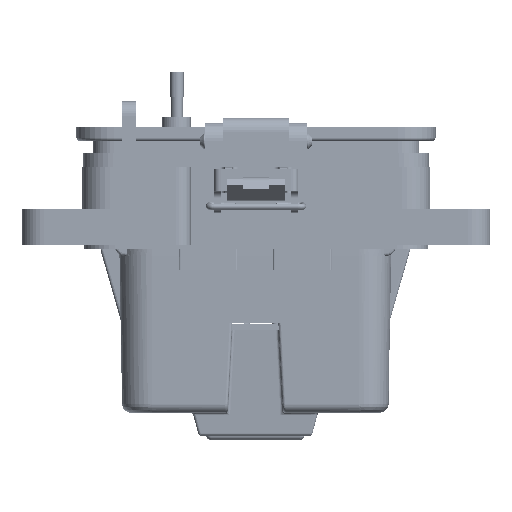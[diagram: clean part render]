
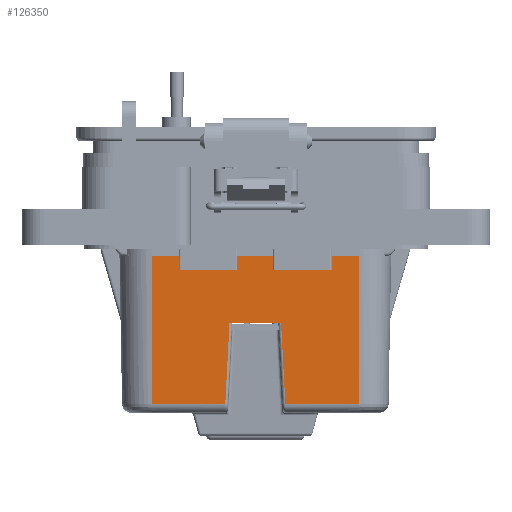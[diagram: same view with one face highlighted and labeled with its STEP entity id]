
A CAD part, front view. The second image highlights one B-rep face of the part: STEP entity #126350.
In plain terms, the highlighted face is planar.
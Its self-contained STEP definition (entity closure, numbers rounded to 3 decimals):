
#1787 = EDGE_LOOP ( 'NONE', ( #207301, #211473, #144999, #196329, #28362, #12431, #4959, #122853 ) ) ;
#2020 = VERTEX_POINT ( 'NONE', #202040 ) ;
#4959 = ORIENTED_EDGE ( 'NONE', *, *, #186017, .T. ) ;
#12431 = ORIENTED_EDGE ( 'NONE', *, *, #138082, .T. ) ;
#16545 = VECTOR ( 'NONE', #22785, 1000. ) ;
#21043 = PLANE ( 'NONE',  #103587 ) ;
#22785 = DIRECTION ( 'NONE',  ( -0.017, 0.052, -0.998 ) ) ;
#23384 = CARTESIAN_POINT ( 'NONE',  ( 23.271, 28.553, -43.224 ) ) ;
#25861 = VECTOR ( 'NONE', #43994, 1000. ) ;
#26276 = VECTOR ( 'NONE', #162519, 1000. ) ;
#28362 = ORIENTED_EDGE ( 'NONE', *, *, #203887, .T. ) ;
#32517 = CARTESIAN_POINT ( 'NONE',  ( 23.981, 28.553, -2.54 ) ) ;
#33188 = CARTESIAN_POINT ( 'NONE',  ( 23.658, 0., -21.031 ) ) ;
#37331 = DIRECTION ( 'NONE',  ( 1., 0., -0.017 ) ) ;
#38411 = CARTESIAN_POINT ( 'NONE',  ( 23.659, -7.11, -20.991 ) ) ;
#39986 = VERTEX_POINT ( 'NONE', #185162 ) ;
#43994 = DIRECTION ( 'NONE',  ( 0., 1., 0. ) ) ;
#47671 = CARTESIAN_POINT ( 'NONE',  ( 23.271, 28.553, -43.224 ) ) ;
#53218 = EDGE_CURVE ( 'NONE', #39986, #98319, #137142, .T. ) ;
#53622 = DIRECTION ( 'NONE',  ( 0., 1., 0. ) ) ;
#57123 = VERTEX_POINT ( 'NONE', #60855 ) ;
#57537 = CARTESIAN_POINT ( 'NONE',  ( 23.981, -28.553, -2.54 ) ) ;
#60276 = LINE ( 'NONE', #23384, #25861 ) ;
#60855 = CARTESIAN_POINT ( 'NONE',  ( 23.981, -28.553, -2.54 ) ) ;
#63506 = EDGE_CURVE ( 'NONE', #115237, #98319, #97292, .T. ) ;
#70562 = EDGE_CURVE ( 'NONE', #137515, #39986, #149227, .T. ) ;
#72313 = CARTESIAN_POINT ( 'NONE',  ( 23.658, 7.112, -21.031 ) ) ;
#73257 = LINE ( 'NONE', #124203, #161593 ) ;
#78677 = EDGE_CURVE ( 'NONE', #57123, #137515, #156332, .T. ) ;
#83667 = VECTOR ( 'NONE', #197180, 1000. ) ;
#87285 = CARTESIAN_POINT ( 'NONE',  ( 23.981, 0., -2.54 ) ) ;
#91663 = DIRECTION ( 'NONE',  ( 0., -1., 0. ) ) ;
#93820 = VECTOR ( 'NONE', #104614, 1000. ) ;
#96348 = VECTOR ( 'NONE', #164993, 1000. ) ;
#97292 = LINE ( 'NONE', #33188, #83667 ) ;
#98319 = VERTEX_POINT ( 'NONE', #171376 ) ;
#103587 = AXIS2_PLACEMENT_3D ( 'NONE', #87285, #37331, #110745 ) ;
#104614 = DIRECTION ( 'NONE',  ( 0.017, 0.052, 0.998 ) ) ;
#110745 = DIRECTION ( 'NONE',  ( -0.017, 0., -1. ) ) ;
#115237 = VERTEX_POINT ( 'NONE', #72313 ) ;
#122618 = CARTESIAN_POINT ( 'NONE',  ( 23.271, 8.273, -43.184 ) ) ;
#122853 = ORIENTED_EDGE ( 'NONE', *, *, #78677, .T. ) ;
#124203 = CARTESIAN_POINT ( 'NONE',  ( 23.981, 0., -2.54 ) ) ;
#126350 = ADVANCED_FACE ( 'NONE', ( #138178 ), #21043, .T. ) ;
#135031 = CARTESIAN_POINT ( 'NONE',  ( 23.271, -7.644, -43.224 ) ) ;
#137142 = LINE ( 'NONE', #38411, #93820 ) ;
#137515 = VERTEX_POINT ( 'NONE', #177800 ) ;
#138082 = EDGE_CURVE ( 'NONE', #176864, #2020, #195446, .T. ) ;
#138178 = FACE_OUTER_BOUND ( 'NONE', #1787, .T. ) ;
#144999 = ORIENTED_EDGE ( 'NONE', *, *, #63506, .F. ) ;
#149227 = LINE ( 'NONE', #135031, #204732 ) ;
#156332 = LINE ( 'NONE', #57537, #26276 ) ;
#161593 = VECTOR ( 'NONE', #91663, 1000. ) ;
#162519 = DIRECTION ( 'NONE',  ( -0.017, 0., -1. ) ) ;
#164993 = DIRECTION ( 'NONE',  ( 0.017, 0., 1. ) ) ;
#167263 = CARTESIAN_POINT ( 'NONE',  ( 23.271, 8.275, -43.224 ) ) ;
#169413 = LINE ( 'NONE', #122618, #16545 ) ;
#171376 = CARTESIAN_POINT ( 'NONE',  ( 23.658, -7.112, -21.031 ) ) ;
#176003 = VERTEX_POINT ( 'NONE', #167263 ) ;
#176864 = VERTEX_POINT ( 'NONE', #47671 ) ;
#177800 = CARTESIAN_POINT ( 'NONE',  ( 23.271, -28.553, -43.224 ) ) ;
#178270 = EDGE_CURVE ( 'NONE', #115237, #176003, #169413, .T. ) ;
#185162 = CARTESIAN_POINT ( 'NONE',  ( 23.271, -8.275, -43.224 ) ) ;
#186017 = EDGE_CURVE ( 'NONE', #2020, #57123, #73257, .T. ) ;
#195446 = LINE ( 'NONE', #32517, #96348 ) ;
#196329 = ORIENTED_EDGE ( 'NONE', *, *, #178270, .T. ) ;
#197180 = DIRECTION ( 'NONE',  ( 0., -1., 0. ) ) ;
#202040 = CARTESIAN_POINT ( 'NONE',  ( 23.981, 28.553, -2.54 ) ) ;
#203887 = EDGE_CURVE ( 'NONE', #176003, #176864, #60276, .T. ) ;
#204732 = VECTOR ( 'NONE', #53622, 1000. ) ;
#207301 = ORIENTED_EDGE ( 'NONE', *, *, #70562, .T. ) ;
#211473 = ORIENTED_EDGE ( 'NONE', *, *, #53218, .T. ) ;
